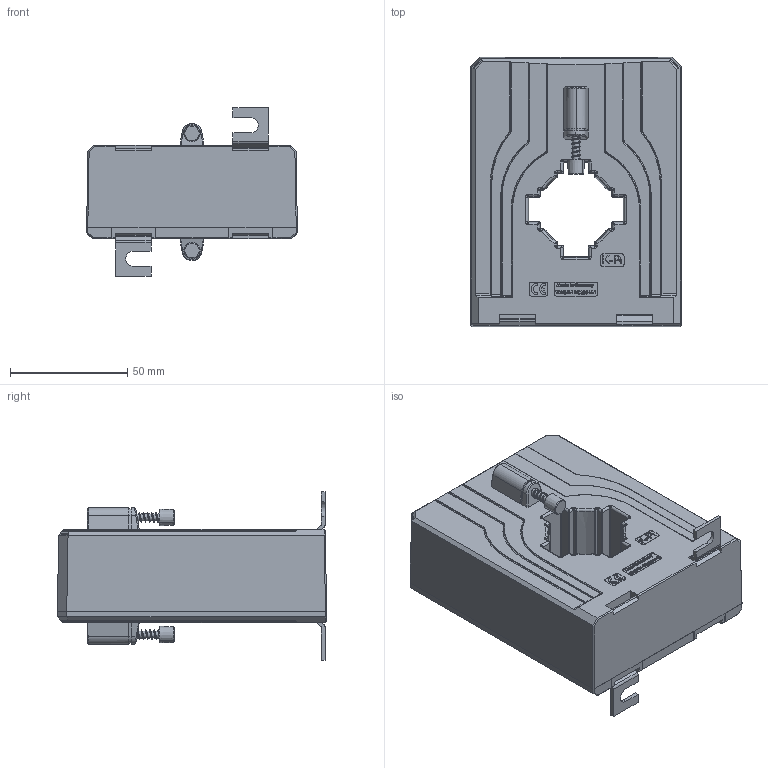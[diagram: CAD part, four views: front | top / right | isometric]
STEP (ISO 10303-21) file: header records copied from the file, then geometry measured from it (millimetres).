
FILE_DESCRIPTION (( 'STEP AP214' ), '1' );
FILE_NAME ('CCT_41.4_kpl_01.STEP', '2011-12-21T16:28:03', ( 'User' ), ( 'EnDeCo GmbH' ), 'SwSTEP 2.0', 'SolidWorks 2010', '' );
FILE_SCHEMA (( 'AUTOMOTIVE_DESIGN' ));
Length unit declared in the file: millimetre
Products named in the file (8): CCT_41.4_UT_2.5404_02; CCT_41.4_OT_2.5406_01; Plastite_Schraube_25_mit-Gewinde; Isolierschutzkappe; Fusswinkel_1,5; CCT41.4_Typenschild; WAGO-Klemmleiste_739-10x_4polig; CCT_41.4_kpl_01
Assembly tree (10 placements, depth 2):
  CCT_41.4_kpl_01
    Isolierschutzkappe  x2
    Plastite_Schraube_25_mit-Gewinde  x2
    Fusswinkel_1,5  x2
    CCT41.4_Typenschild
    CCT_41.4_UT_2.5404_02
    WAGO-Klemmleiste_739-10x_4polig
    CCT_41.4_OT_2.5406_01
Bounding box: 90 x 115 x 72 mm (x, y, z)
Volume: 358223.5 mm3; surface area: 71873.2 mm2
Topology: 10 solids, 10 shells, 1804 faces, 4747 edges, 3062 vertices
Faces by surface type: plane 973, bspline 467, cylinder 280, cone 56, torus 20, sphere 8
Entity records: 73803 total; most frequent: CARTESIAN_POINT 34476, ORIENTED_EDGE 9078, DIRECTION 6418, EDGE_CURVE 4539, LINE 3012, VECTOR 3012, VERTEX_POINT 2948, EDGE_LOOP 1869
